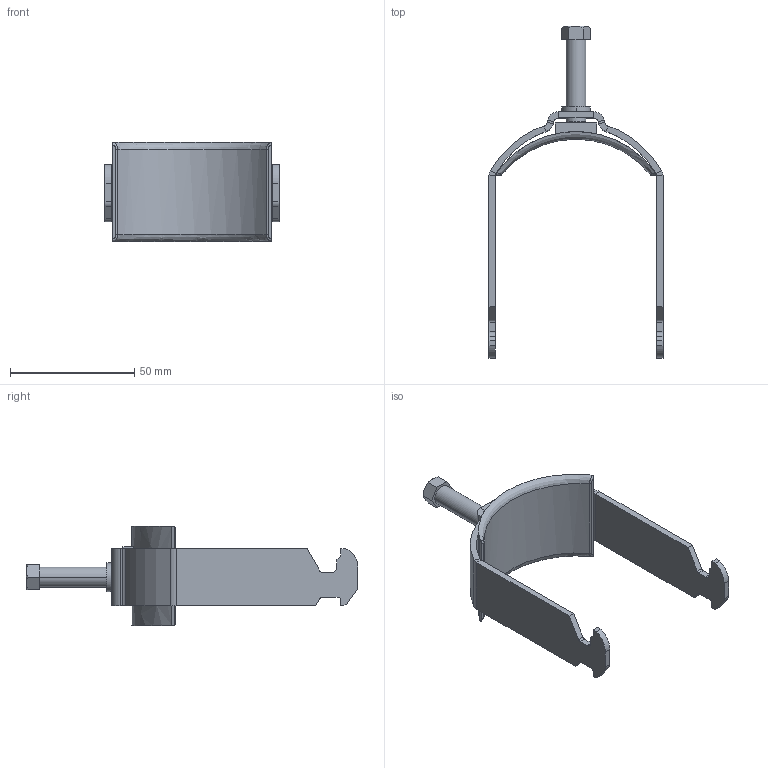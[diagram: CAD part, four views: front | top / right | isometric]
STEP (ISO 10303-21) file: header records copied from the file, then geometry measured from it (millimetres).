
FILE_DESCRIPTION(/* description */ (''),/* implementation_level */ '2;1');
FILE_NAME(/* name */ '1161644',/* time_stamp */ '2015-08-28T15:37:41+02:00',/* author */ (''),/* organization */ (''),/* preprocessor_version */ 'ST-DEVELOPER v15',/* originating_system */ '',/* authorisation */ '');
FILE_SCHEMA (('CONFIG_CONTROL_DESIGN'));
Length unit declared in the file: millimetre
Products named in the file (1): Document
Bounding box: 70 x 133.5 x 40 mm (x, y, z)
Volume: 23823.2 mm3; surface area: 19512.7 mm2
Topology: 3 solids, 3 shells, 227 faces, 564 edges, 358 vertices
Faces by surface type: plane 129, bspline 98
Entity records: 9377 total; most frequent: CARTESIAN_POINT 5637, ORIENTED_EDGE 1128, EDGE_CURVE 564, B_SPLINE_CURVE_WITH_KNOTS 452, VERTEX_POINT 358, EDGE_LOOP 244, ADVANCED_FACE 227, FACE_OUTER_BOUND 227
